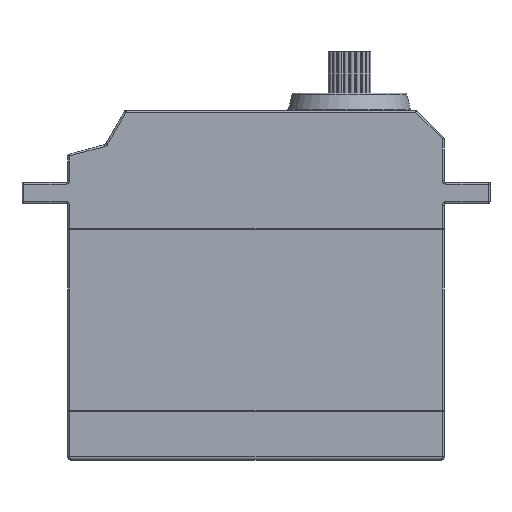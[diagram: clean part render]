
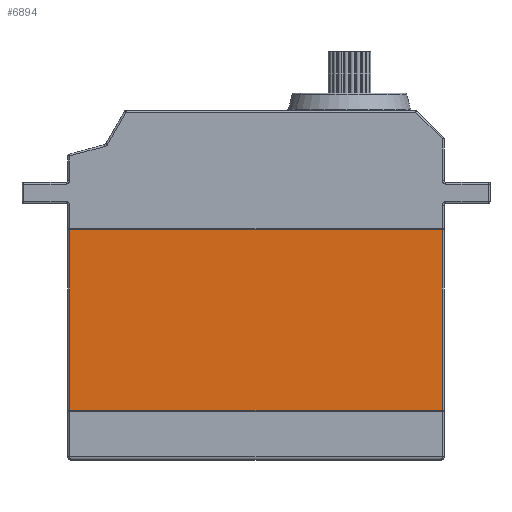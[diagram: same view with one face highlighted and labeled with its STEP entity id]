
A CAD part, front view. The second image highlights one B-rep face of the part: STEP entity #6894.
In plain terms, the highlighted planar face has unit normal (0, -1, 0).
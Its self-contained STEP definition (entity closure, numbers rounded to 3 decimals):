
#6273=CARTESIAN_POINT('Axis2P3D Location',(0.,0.,0.)) ;
#6533=CARTESIAN_POINT('Vertex',(40.74,0.,5.4)) ;
#6536=CARTESIAN_POINT('Line Origine',(20.47,0.,5.4)) ;
#6540=CARTESIAN_POINT('Vertex',(0.2,0.,5.4)) ;
#6784=CARTESIAN_POINT('Line Origine',(0.2,0.,15.25)) ;
#6788=CARTESIAN_POINT('Vertex',(0.2,0.,25.1)) ;
#6876=CARTESIAN_POINT('Line Origine',(40.74,0.,15.25)) ;
#6880=CARTESIAN_POINT('Vertex',(40.74,0.,25.1)) ;
#6883=CARTESIAN_POINT('Line Origine',(20.47,0.,25.1)) ;
#6274=DIRECTION('Axis2P3D Direction',(0.,-1.,0.)) ;
#6275=DIRECTION('Axis2P3D XDirection',(1.,0.,0.)) ;
#6537=DIRECTION('Vector Direction',(1.,0.,0.)) ;
#6785=DIRECTION('Vector Direction',(0.,0.,-1.)) ;
#6877=DIRECTION('Vector Direction',(0.,0.,-1.)) ;
#6884=DIRECTION('Vector Direction',(1.,0.,0.)) ;
#6276=AXIS2_PLACEMENT_3D('Plane Axis2P3D',#6273,#6274,#6275) ;
#6889=ORIENTED_EDGE('',*,*,#6790,.F.) ;
#6890=ORIENTED_EDGE('',*,*,#6542,.F.) ;
#6891=ORIENTED_EDGE('',*,*,#6882,.T.) ;
#6892=ORIENTED_EDGE('',*,*,#6887,.T.) ;
#6538=VECTOR('Line Direction',#6537,1.) ;
#6786=VECTOR('Line Direction',#6785,1.) ;
#6878=VECTOR('Line Direction',#6877,1.) ;
#6885=VECTOR('Line Direction',#6884,1.) ;
#6894=ADVANCED_FACE('PartBody',(#6893),#6277,.T.) ;
#6542=EDGE_CURVE('',#6534,#6541,#6539,.F.) ;
#6790=EDGE_CURVE('',#6541,#6789,#6787,.F.) ;
#6882=EDGE_CURVE('',#6534,#6881,#6879,.F.) ;
#6887=EDGE_CURVE('',#6881,#6789,#6886,.F.) ;
#6888=EDGE_LOOP('',(#6889,#6890,#6891,#6892)) ;
#6893=FACE_OUTER_BOUND('',#6888,.T.) ;
#6539=LINE('Line',#6536,#6538) ;
#6787=LINE('Line',#6784,#6786) ;
#6879=LINE('Line',#6876,#6878) ;
#6886=LINE('Line',#6883,#6885) ;
#6277=PLANE('Plane',#6276) ;
#6534=VERTEX_POINT('',#6533) ;
#6541=VERTEX_POINT('',#6540) ;
#6789=VERTEX_POINT('',#6788) ;
#6881=VERTEX_POINT('',#6880) ;
